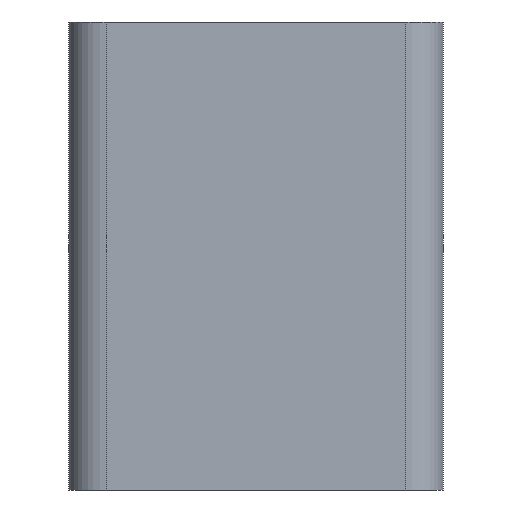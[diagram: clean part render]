
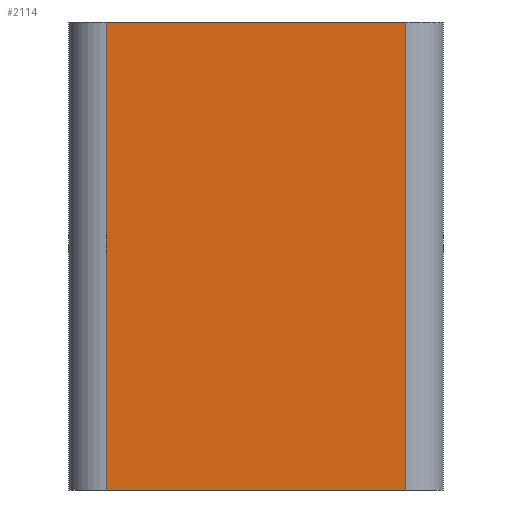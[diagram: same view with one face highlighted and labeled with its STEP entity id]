
A CAD part, front view. The second image highlights one B-rep face of the part: STEP entity #2114.
In plain terms, the highlighted planar face has unit normal (0, -1, 0).
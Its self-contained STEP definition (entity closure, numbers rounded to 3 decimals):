
#59 = VECTOR ( 'NONE', #1681, 1000. ) ;
#206 = CARTESIAN_POINT ( 'NONE',  ( -16., -8., 25. ) ) ;
#253 = CARTESIAN_POINT ( 'NONE',  ( 16., -8., 25. ) ) ;
#382 = LINE ( 'NONE', #841, #523 ) ;
#398 = ORIENTED_EDGE ( 'NONE', *, *, #839, .F. ) ;
#523 = VECTOR ( 'NONE', #2632, 1000. ) ;
#574 = LINE ( 'NONE', #1666, #59 ) ;
#702 = CARTESIAN_POINT ( 'NONE',  ( 16., -8., -25. ) ) ;
#826 = DIRECTION ( 'NONE',  ( -1., 0., 0. ) ) ;
#839 = EDGE_CURVE ( 'NONE', #1395, #1752, #1901, .T. ) ;
#841 = CARTESIAN_POINT ( 'NONE',  ( -16., -8., -25. ) ) ;
#877 = EDGE_CURVE ( 'NONE', #2694, #1395, #574, .T. ) ;
#983 = CARTESIAN_POINT ( 'NONE',  ( -16., -8., 25. ) ) ;
#1113 = PLANE ( 'NONE',  #2740 ) ;
#1237 = VECTOR ( 'NONE', #1941, 1000. ) ;
#1395 = VERTEX_POINT ( 'NONE', #253 ) ;
#1426 = CARTESIAN_POINT ( 'NONE',  ( 16., -8., 25. ) ) ;
#1429 = EDGE_CURVE ( 'NONE', #2694, #2742, #2241, .T. ) ;
#1560 = FACE_OUTER_BOUND ( 'NONE', #2516, .T. ) ;
#1666 = CARTESIAN_POINT ( 'NONE',  ( -16., -8., 25. ) ) ;
#1681 = DIRECTION ( 'NONE',  ( 1., 0., 0. ) ) ;
#1752 = VERTEX_POINT ( 'NONE', #702 ) ;
#1774 = DIRECTION ( 'NONE',  ( 0., 1., 0. ) ) ;
#1844 = ORIENTED_EDGE ( 'NONE', *, *, #2015, .T. ) ;
#1901 = LINE ( 'NONE', #1426, #1237 ) ;
#1941 = DIRECTION ( 'NONE',  ( 0., 0., -1. ) ) ;
#2015 = EDGE_CURVE ( 'NONE', #2742, #1752, #382, .T. ) ;
#2022 = VECTOR ( 'NONE', #2712, 1000. ) ;
#2066 = ORIENTED_EDGE ( 'NONE', *, *, #1429, .T. ) ;
#2110 = CARTESIAN_POINT ( 'NONE',  ( -16., -8., -25. ) ) ;
#2114 = ADVANCED_FACE ( 'NONE', ( #1560 ), #1113, .F. ) ;
#2241 = LINE ( 'NONE', #206, #2022 ) ;
#2510 = ORIENTED_EDGE ( 'NONE', *, *, #877, .F. ) ;
#2516 = EDGE_LOOP ( 'NONE', ( #1844, #398, #2510, #2066 ) ) ;
#2632 = DIRECTION ( 'NONE',  ( 1., 0., 0. ) ) ;
#2694 = VERTEX_POINT ( 'NONE', #983 ) ;
#2712 = DIRECTION ( 'NONE',  ( 0., 0., -1. ) ) ;
#2740 = AXIS2_PLACEMENT_3D ( 'NONE', #2898, #1774, #826 ) ;
#2742 = VERTEX_POINT ( 'NONE', #2110 ) ;
#2898 = CARTESIAN_POINT ( 'NONE',  ( -16., -8., 25. ) ) ;
